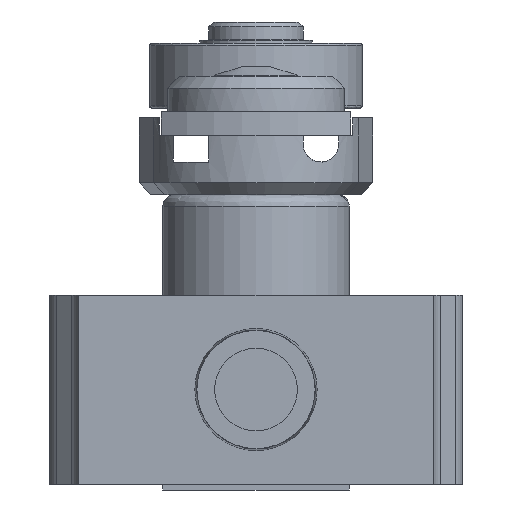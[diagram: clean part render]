
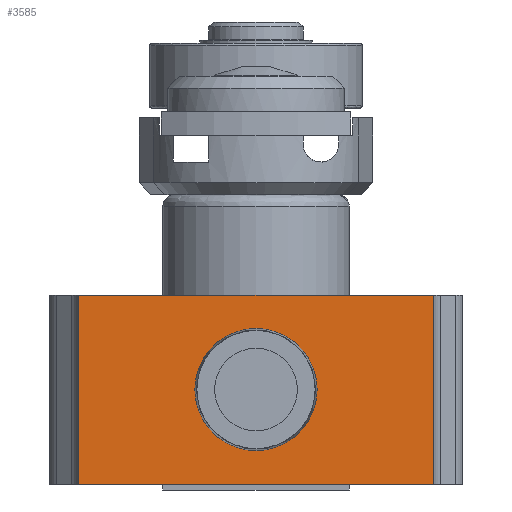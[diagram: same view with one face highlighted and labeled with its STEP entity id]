
A CAD part, front view. The second image highlights one B-rep face of the part: STEP entity #3585.
In plain terms, the highlighted planar face has unit normal (0, -1, 0).
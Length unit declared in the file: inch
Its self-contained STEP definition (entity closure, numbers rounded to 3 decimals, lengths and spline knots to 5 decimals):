
#309 = CARTESIAN_POINT ( 'NONE',  ( 0., 0., 0. ) ) ;
#462 = EDGE_CURVE ( 'NONE', #6354, #1615, #3566, .T. ) ;
#726 = AXIS2_PLACEMENT_3D ( 'NONE', #5937, #5424, #6603 ) ;
#925 = EDGE_CURVE ( 'NONE', #6354, #5507, #3180, .T. ) ;
#1228 = DIRECTION ( 'NONE',  ( 0., 0., 1. ) ) ;
#1472 = VERTEX_POINT ( 'NONE', #6403 ) ;
#1489 = EDGE_LOOP ( 'NONE', ( #2743, #5078, #3791, #2276 ) ) ;
#1615 = VERTEX_POINT ( 'NONE', #2128 ) ;
#1736 = CARTESIAN_POINT ( 'NONE',  ( -1.1811, 0., -0.62992 ) ) ;
#1791 = FACE_OUTER_BOUND ( 'NONE', #1489, .T. ) ;
#1828 = DIRECTION ( 'NONE',  ( -1., 0., 0. ) ) ;
#2128 = CARTESIAN_POINT ( 'NONE',  ( 0., 0., 0. ) ) ;
#2276 = ORIENTED_EDGE ( 'NONE', *, *, #2458, .T. ) ;
#2458 = EDGE_CURVE ( 'NONE', #1615, #3869, #3019, .T. ) ;
#2496 = EDGE_LOOP ( 'NONE', ( #6938 ) ) ;
#2627 = VECTOR ( 'NONE', #1228, 39.37008 ) ;
#2743 = ORIENTED_EDGE ( 'NONE', *, *, #3109, .F. ) ;
#2840 = LINE ( 'NONE', #1736, #2627 ) ;
#3019 = LINE ( 'NONE', #309, #4449 ) ;
#3109 = EDGE_CURVE ( 'NONE', #5507, #3869, #2840, .T. ) ;
#3180 = LINE ( 'NONE', #6163, #3568 ) ;
#3380 = DIRECTION ( 'NONE',  ( -1., 0., 0. ) ) ;
#3566 = LINE ( 'NONE', #4577, #6083 ) ;
#3568 = VECTOR ( 'NONE', #3380, 39.37008 ) ;
#3570 = DIRECTION ( 'NONE',  ( -1., 0., 0. ) ) ;
#3585 = ADVANCED_FACE ( 'NONE', ( #4563, #1791 ), #6279, .T. ) ;
#3791 = ORIENTED_EDGE ( 'NONE', *, *, #462, .T. ) ;
#3824 = CARTESIAN_POINT ( 'NONE',  ( -1.1811, 0., -0.62992 ) ) ;
#3869 = VERTEX_POINT ( 'NONE', #6481 ) ;
#4021 = DIRECTION ( 'NONE',  ( 0., 0., 1. ) ) ;
#4449 = VECTOR ( 'NONE', #3570, 39.37008 ) ;
#4485 = EDGE_CURVE ( 'NONE', #1472, #1472, #4950, .T. ) ;
#4563 = FACE_BOUND ( 'NONE', #2496, .T. ) ;
#4577 = CARTESIAN_POINT ( 'NONE',  ( 0., 0., -0.57087 ) ) ;
#4893 = CARTESIAN_POINT ( 'NONE',  ( 0., 0., -0.62992 ) ) ;
#4950 = CIRCLE ( 'NONE', #726, 0.20359 ) ;
#5078 = ORIENTED_EDGE ( 'NONE', *, *, #925, .F. ) ;
#5424 = DIRECTION ( 'NONE',  ( 0., 1., 0. ) ) ;
#5507 = VERTEX_POINT ( 'NONE', #3824 ) ;
#5937 = CARTESIAN_POINT ( 'NONE',  ( -0.59055, 0., -0.31496 ) ) ;
#6083 = VECTOR ( 'NONE', #4021, 39.37008 ) ;
#6163 = CARTESIAN_POINT ( 'NONE',  ( -1.27953, 0., -0.62992 ) ) ;
#6241 = DIRECTION ( 'NONE',  ( 0., -1., 0. ) ) ;
#6279 = PLANE ( 'NONE',  #6754 ) ;
#6354 = VERTEX_POINT ( 'NONE', #4893 ) ;
#6403 = CARTESIAN_POINT ( 'NONE',  ( -0.38696, 0., -0.31496 ) ) ;
#6481 = CARTESIAN_POINT ( 'NONE',  ( -1.1811, 0., 0. ) ) ;
#6603 = DIRECTION ( 'NONE',  ( 1., 0., 0. ) ) ;
#6754 = AXIS2_PLACEMENT_3D ( 'NONE', #6755, #6241, #1828 ) ;
#6755 = CARTESIAN_POINT ( 'NONE',  ( 0., 0., -0.57087 ) ) ;
#6938 = ORIENTED_EDGE ( 'NONE', *, *, #4485, .T. ) ;
